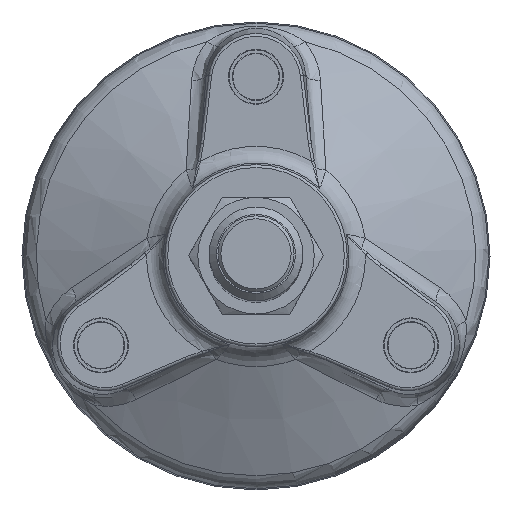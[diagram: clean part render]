
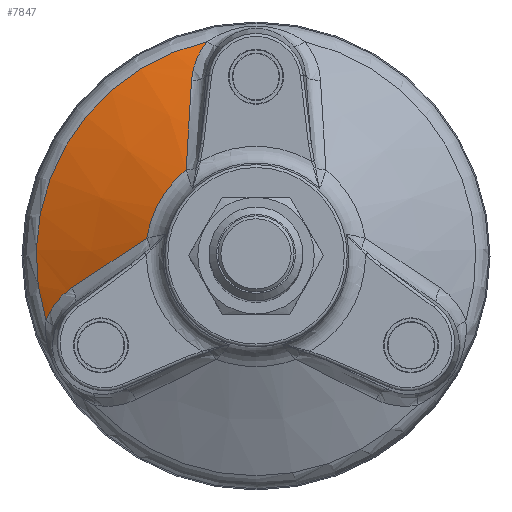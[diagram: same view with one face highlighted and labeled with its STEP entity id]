
A CAD part, top view. The second image highlights one B-rep face of the part: STEP entity #7847.
In plain terms, the highlighted conical face has half-angle 64 degrees and reference radius 39.608 mm.
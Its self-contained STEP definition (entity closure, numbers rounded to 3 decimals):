
#599=CONICAL_SURFACE('',#8247,39.608,1.117);
#795=B_SPLINE_CURVE_WITH_KNOTS('',3,(#10996,#10997,#10998,#10999,#11000,
#11001,#11002,#11003,#11004,#11005,#11006,#11007,#11008,#11009,#11010,#11011,
#11012,#11013),.UNSPECIFIED.,.F.,.F.,(4,1,1,1,1,1,1,1,1,1,1,1,1,1,1,4),
(0.,0.031,0.063,0.125,0.188,0.25,0.375,0.5,0.625,0.75,0.813,0.875,
0.906,0.938,0.969,1.),.UNSPECIFIED.);
#796=B_SPLINE_CURVE_WITH_KNOTS('',3,(#11015,#11016,#11017,#11018,#11019,
#11020,#11021,#11022,#11023,#11024,#11025,#11026,#11027,#11028,#11029,#11030,
#11031,#11032),.UNSPECIFIED.,.F.,.F.,(4,1,1,1,1,1,1,1,1,1,1,1,1,1,1,4),
(0.,0.031,0.063,0.094,0.125,0.188,0.25,0.375,0.5,0.625,0.75,0.813,
0.875,0.938,0.969,1.),.UNSPECIFIED.);
#797=B_SPLINE_CURVE_WITH_KNOTS('',3,(#11034,#11035,#11036,#11037,#11038,
#11039,#11040,#11041,#11042,#11043,#11044,#11045,#11046,#11047,#11048,#11049,
#11050,#11051,#11052),.UNSPECIFIED.,.F.,.F.,(4,1,1,1,1,1,1,1,1,1,1,1,1,
1,1,1,4),(0.,0.125,0.25,0.375,0.438,0.469,0.5,0.531,0.563,0.625,0.688,
0.719,0.75,0.781,0.813,0.875,1.),.UNSPECIFIED.);
#798=B_SPLINE_CURVE_WITH_KNOTS('',3,(#11053,#11054,#11055,#11056,#11057,
#11058,#11059,#11060,#11061,#11062,#11063,#11064,#11065,#11066,#11067,#11068,
#11069,#11070,#11071),.UNSPECIFIED.,.F.,.F.,(4,1,1,1,1,1,1,1,1,1,1,1,1,
1,1,1,4),(0.,0.125,0.188,0.219,0.25,0.281,0.313,0.375,0.438,0.469,
0.5,0.531,0.563,0.625,0.75,0.875,1.),.UNSPECIFIED.);
#1128=ORIENTED_EDGE('',*,*,#2733,.T.);
#1129=ORIENTED_EDGE('',*,*,#2694,.F.);
#1130=ORIENTED_EDGE('',*,*,#2734,.T.);
#1131=ORIENTED_EDGE('',*,*,#2735,.T.);
#1132=ORIENTED_EDGE('',*,*,#2674,.T.);
#1133=ORIENTED_EDGE('',*,*,#2736,.T.);
#2674=EDGE_CURVE('',#3483,#3482,#4020,.T.);
#2694=EDGE_CURVE('',#3501,#3502,#4031,.T.);
#2733=EDGE_CURVE('',#3534,#3502,#795,.T.);
#2734=EDGE_CURVE('',#3501,#3535,#796,.T.);
#2735=EDGE_CURVE('',#3535,#3483,#797,.T.);
#2736=EDGE_CURVE('',#3482,#3534,#798,.T.);
#3482=VERTEX_POINT('',#10305);
#3483=VERTEX_POINT('',#10307);
#3501=VERTEX_POINT('',#10479);
#3502=VERTEX_POINT('',#10480);
#3534=VERTEX_POINT('',#11014);
#3535=VERTEX_POINT('',#11033);
#4020=CIRCLE('',#8215,18.945);
#4031=CIRCLE('',#8232,37.574);
#4341=EDGE_LOOP('',(#1128,#1129,#1130,#1131,#1132,#1133));
#4790=FACE_BOUND('',#4341,.T.);
#7847=ADVANCED_FACE('',(#4790),#599,.T.);
#8215=AXIS2_PLACEMENT_3D('',#10306,#8845,#8846);
#8232=AXIS2_PLACEMENT_3D('',#10478,#8879,#8880);
#8247=AXIS2_PLACEMENT_3D('',#10995,#8920,#8921);
#8845=DIRECTION('',(0.,0.,-1.));
#8846=DIRECTION('',(0.,-1.,0.));
#8879=DIRECTION('',(0.,0.,-1.));
#8880=DIRECTION('',(0.,-1.,0.));
#8920=DIRECTION('',(0.,0.,-1.));
#8921=DIRECTION('',(0.,-1.,0.));
#10305=CARTESIAN_POINT('',(-11.927,4.719,14.558));
#10306=CARTESIAN_POINT('',(0.,-10.,14.558));
#10307=CARTESIAN_POINT('',(-18.711,-7.031,14.558));
#10478=CARTESIAN_POINT('',(0.,-10.,5.472));
#10479=CARTESIAN_POINT('',(-35.891,-21.119,5.472));
#10480=CARTESIAN_POINT('',(-8.316,26.642,5.472));
#10995=CARTESIAN_POINT('',(0.,-10.,4.48));
#10996=CARTESIAN_POINT('',(-11.02,19.99,8.215));
#10997=CARTESIAN_POINT('',(-11.014,20.083,8.173));
#10998=CARTESIAN_POINT('',(-11.,20.257,8.096));
#10999=CARTESIAN_POINT('',(-10.98,20.481,7.996));
#11000=CARTESIAN_POINT('',(-10.93,20.886,7.819));
#11001=CARTESIAN_POINT('',(-10.86,21.315,7.633));
#11002=CARTESIAN_POINT('',(-10.739,21.908,7.378));
#11003=CARTESIAN_POINT('',(-10.547,22.631,7.073));
#11004=CARTESIAN_POINT('',(-10.243,23.492,6.717));
#11005=CARTESIAN_POINT('',(-9.868,24.33,6.377));
#11006=CARTESIAN_POINT('',(-9.498,25.003,6.109));
#11007=CARTESIAN_POINT('',(-9.166,25.526,5.904));
#11008=CARTESIAN_POINT('',(-8.944,25.847,5.779));
#11009=CARTESIAN_POINT('',(-8.762,26.093,5.683));
#11010=CARTESIAN_POINT('',(-8.607,26.292,5.607));
#11011=CARTESIAN_POINT('',(-8.502,26.421,5.557));
#11012=CARTESIAN_POINT('',(-8.382,26.565,5.502));
#11013=CARTESIAN_POINT('',(-8.316,26.642,5.472));
#11014=CARTESIAN_POINT('',(-11.02,19.99,8.215));
#11015=CARTESIAN_POINT('',(-35.891,-21.119,5.472));
#11016=CARTESIAN_POINT('',(-35.857,-21.023,5.502));
#11017=CARTESIAN_POINT('',(-35.793,-20.848,5.557));
#11018=CARTESIAN_POINT('',(-35.733,-20.692,5.607));
#11019=CARTESIAN_POINT('',(-35.638,-20.459,5.683));
#11020=CARTESIAN_POINT('',(-35.516,-20.178,5.779));
#11021=CARTESIAN_POINT('',(-35.35,-19.825,5.904));
#11022=CARTESIAN_POINT('',(-35.062,-19.276,6.109));
#11023=CARTESIAN_POINT('',(-34.664,-18.619,6.377));
#11024=CARTESIAN_POINT('',(-34.126,-17.875,6.717));
#11025=CARTESIAN_POINT('',(-33.533,-17.181,7.073));
#11026=CARTESIAN_POINT('',(-33.003,-16.654,7.378));
#11027=CARTESIAN_POINT('',(-32.55,-16.253,7.632));
#11028=CARTESIAN_POINT('',(-32.213,-15.977,7.819));
#11029=CARTESIAN_POINT('',(-31.887,-15.732,7.996));
#11030=CARTESIAN_POINT('',(-31.703,-15.602,8.096));
#11031=CARTESIAN_POINT('',(-31.56,-15.504,8.173));
#11032=CARTESIAN_POINT('',(-31.482,-15.451,8.215));
#11033=CARTESIAN_POINT('',(-31.482,-15.451,8.215));
#11034=CARTESIAN_POINT('',(-31.482,-15.451,8.215));
#11035=CARTESIAN_POINT('',(-30.896,-15.061,8.529));
#11036=CARTESIAN_POINT('',(-29.754,-14.299,9.137));
#11037=CARTESIAN_POINT('',(-28.126,-13.218,9.993));
#11038=CARTESIAN_POINT('',(-26.837,-12.364,10.66));
#11039=CARTESIAN_POINT('',(-25.978,-11.797,11.098));
#11040=CARTESIAN_POINT('',(-25.487,-11.473,11.347));
#11041=CARTESIAN_POINT('',(-25.155,-11.254,11.514));
#11042=CARTESIAN_POINT('',(-24.709,-10.96,11.738));
#11043=CARTESIAN_POINT('',(-24.164,-10.601,12.009));
#11044=CARTESIAN_POINT('',(-23.482,-10.153,12.346));
#11045=CARTESIAN_POINT('',(-22.83,-9.724,12.663));
#11046=CARTESIAN_POINT('',(-22.31,-9.383,12.913));
#11047=CARTESIAN_POINT('',(-21.949,-9.147,13.085));
#11048=CARTESIAN_POINT('',(-21.505,-8.856,13.295));
#11049=CARTESIAN_POINT('',(-20.953,-8.495,13.553));
#11050=CARTESIAN_POINT('',(-19.994,-7.868,13.994));
#11051=CARTESIAN_POINT('',(-19.215,-7.36,14.34));
#11052=CARTESIAN_POINT('',(-18.711,-7.031,14.558));
#11053=CARTESIAN_POINT('',(-11.927,4.719,14.558));
#11054=CARTESIAN_POINT('',(-11.894,5.32,14.34));
#11055=CARTESIAN_POINT('',(-11.844,6.249,13.994));
#11056=CARTESIAN_POINT('',(-11.78,7.393,13.553));
#11057=CARTESIAN_POINT('',(-11.743,8.052,13.295));
#11058=CARTESIAN_POINT('',(-11.713,8.582,13.085));
#11059=CARTESIAN_POINT('',(-11.689,9.012,12.913));
#11060=CARTESIAN_POINT('',(-11.654,9.633,12.663));
#11061=CARTESIAN_POINT('',(-11.609,10.413,12.346));
#11062=CARTESIAN_POINT('',(-11.561,11.227,12.009));
#11063=CARTESIAN_POINT('',(-11.523,11.878,11.738));
#11064=CARTESIAN_POINT('',(-11.491,12.412,11.514));
#11065=CARTESIAN_POINT('',(-11.468,12.809,11.347));
#11066=CARTESIAN_POINT('',(-11.432,13.396,11.098));
#11067=CARTESIAN_POINT('',(-11.371,14.423,10.66));
#11068=CARTESIAN_POINT('',(-11.276,15.967,9.993));
#11069=CARTESIAN_POINT('',(-11.154,17.917,9.138));
#11070=CARTESIAN_POINT('',(-11.066,19.287,8.529));
#11071=CARTESIAN_POINT('',(-11.02,19.99,8.215));
